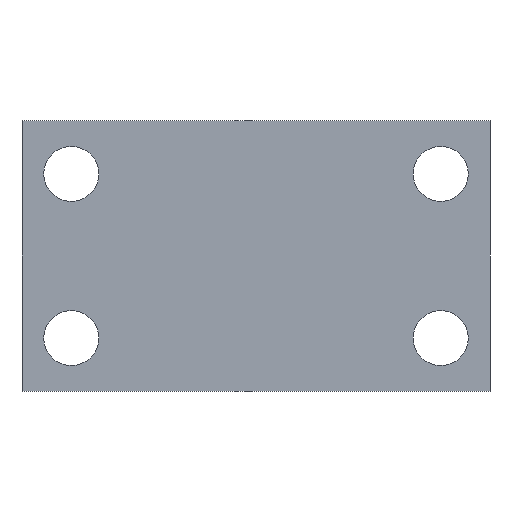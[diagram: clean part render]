
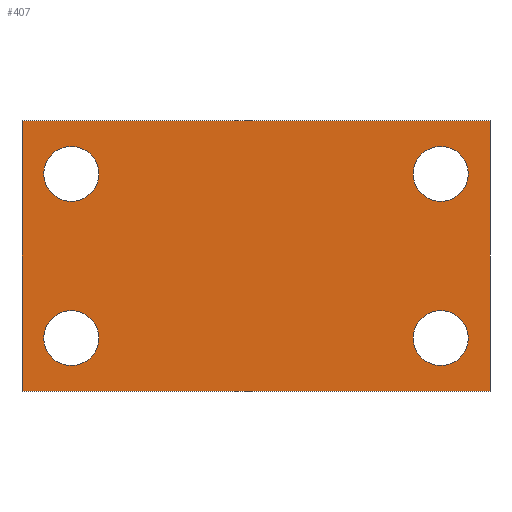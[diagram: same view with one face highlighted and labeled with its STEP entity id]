
A CAD part, front view. The second image highlights one B-rep face of the part: STEP entity #407.
In plain terms, the highlighted planar face has unit normal (0, -1, 0).
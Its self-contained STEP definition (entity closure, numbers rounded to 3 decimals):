
#2 = CARTESIAN_POINT ( 'NONE',  ( 51., 0., -26.5 ) ) ;
#6 = DIRECTION ( 'NONE',  ( 0., -1., 0. ) ) ;
#8 = AXIS2_PLACEMENT_3D ( 'NONE', #2, #147, #403 ) ;
#10 = LINE ( 'NONE', #105, #337 ) ;
#14 = DIRECTION ( 'NONE',  ( 0., 0., -1. ) ) ;
#17 = EDGE_CURVE ( 'NONE', #366, #396, #382, .T. ) ;
#18 = DIRECTION ( 'NONE',  ( 1., 0., 0. ) ) ;
#23 = DIRECTION ( 'NONE',  ( 0., 0., -1. ) ) ;
#34 = VERTEX_POINT ( 'NONE', #295 ) ;
#35 = CARTESIAN_POINT ( 'NONE',  ( 6., 0., -9.85 ) ) ;
#52 = DIRECTION ( 'NONE',  ( 0., -1., 0. ) ) ;
#55 = CARTESIAN_POINT ( 'NONE',  ( 0., 0., 0. ) ) ;
#71 = VECTOR ( 'NONE', #18, 1000. ) ;
#77 = VERTEX_POINT ( 'NONE', #612 ) ;
#83 = EDGE_CURVE ( 'NONE', #290, #230, #120, .T. ) ;
#88 = EDGE_LOOP ( 'NONE', ( #510, #552 ) ) ;
#89 = FACE_BOUND ( 'NONE', #88, .T. ) ;
#91 = ORIENTED_EDGE ( 'NONE', *, *, #333, .F. ) ;
#92 = FACE_BOUND ( 'NONE', #279, .T. ) ;
#105 = CARTESIAN_POINT ( 'NONE',  ( 0., 0., -33. ) ) ;
#120 = CIRCLE ( 'NONE', #363, 3.35 ) ;
#121 = CIRCLE ( 'NONE', #413, 3.35 ) ;
#128 = CIRCLE ( 'NONE', #514, 3.35 ) ;
#129 = AXIS2_PLACEMENT_3D ( 'NONE', #485, #52, #14 ) ;
#135 = DIRECTION ( 'NONE',  ( 0., 0., -1. ) ) ;
#138 = CARTESIAN_POINT ( 'NONE',  ( 0., 0., 0. ) ) ;
#146 = LINE ( 'NONE', #436, #537 ) ;
#147 = DIRECTION ( 'NONE',  ( 0., -1., 0. ) ) ;
#149 = AXIS2_PLACEMENT_3D ( 'NONE', #138, #623, #135 ) ;
#163 = AXIS2_PLACEMENT_3D ( 'NONE', #246, #6, #23 ) ;
#168 = ORIENTED_EDGE ( 'NONE', *, *, #547, .F. ) ;
#175 = LINE ( 'NONE', #457, #372 ) ;
#180 = EDGE_CURVE ( 'NONE', #471, #349, #10, .T. ) ;
#191 = DIRECTION ( 'NONE',  ( 0., -1., 0. ) ) ;
#193 = CARTESIAN_POINT ( 'NONE',  ( 6., 0., -26.5 ) ) ;
#194 = EDGE_CURVE ( 'NONE', #230, #290, #233, .T. ) ;
#197 = CARTESIAN_POINT ( 'NONE',  ( 51., 0., -23.15 ) ) ;
#198 = CARTESIAN_POINT ( 'NONE',  ( 6., 0., -6.5 ) ) ;
#212 = LINE ( 'NONE', #55, #71 ) ;
#217 = CARTESIAN_POINT ( 'NONE',  ( 51., 0., -6.5 ) ) ;
#224 = ORIENTED_EDGE ( 'NONE', *, *, #17, .F. ) ;
#230 = VERTEX_POINT ( 'NONE', #197 ) ;
#231 = FACE_OUTER_BOUND ( 'NONE', #548, .T. ) ;
#233 = CIRCLE ( 'NONE', #8, 3.35 ) ;
#242 = AXIS2_PLACEMENT_3D ( 'NONE', #198, #191, #385 ) ;
#246 = CARTESIAN_POINT ( 'NONE',  ( 6., 0., -26.5 ) ) ;
#250 = ORIENTED_EDGE ( 'NONE', *, *, #437, .F. ) ;
#253 = CIRCLE ( 'NONE', #129, 3.35 ) ;
#255 = DIRECTION ( 'NONE',  ( 0., 0., -1. ) ) ;
#269 = DIRECTION ( 'NONE',  ( 0., 0., -1. ) ) ;
#274 = ORIENTED_EDGE ( 'NONE', *, *, #296, .F. ) ;
#275 = FACE_BOUND ( 'NONE', #620, .T. ) ;
#276 = EDGE_CURVE ( 'NONE', #574, #590, #434, .T. ) ;
#279 = EDGE_LOOP ( 'NONE', ( #250, #432 ) ) ;
#290 = VERTEX_POINT ( 'NONE', #556 ) ;
#295 = CARTESIAN_POINT ( 'NONE',  ( 0., 0., 0. ) ) ;
#296 = EDGE_CURVE ( 'NONE', #330, #77, #121, .T. ) ;
#299 = ORIENTED_EDGE ( 'NONE', *, *, #468, .F. ) ;
#301 = CARTESIAN_POINT ( 'NONE',  ( 6., 0., -23.15 ) ) ;
#309 = EDGE_LOOP ( 'NONE', ( #224, #431 ) ) ;
#312 = CIRCLE ( 'NONE', #322, 3.35 ) ;
#320 = CARTESIAN_POINT ( 'NONE',  ( 51., 0., -3.15 ) ) ;
#322 = AXIS2_PLACEMENT_3D ( 'NONE', #193, #425, #619 ) ;
#330 = VERTEX_POINT ( 'NONE', #320 ) ;
#331 = DIRECTION ( 'NONE',  ( 0., 0., -1. ) ) ;
#333 = EDGE_CURVE ( 'NONE', #349, #34, #175, .T. ) ;
#337 = VECTOR ( 'NONE', #502, 1000. ) ;
#349 = VERTEX_POINT ( 'NONE', #606 ) ;
#363 = AXIS2_PLACEMENT_3D ( 'NONE', #367, #467, #377 ) ;
#366 = VERTEX_POINT ( 'NONE', #35 ) ;
#367 = CARTESIAN_POINT ( 'NONE',  ( 51., 0., -26.5 ) ) ;
#372 = VECTOR ( 'NONE', #513, 1000. ) ;
#374 = FACE_BOUND ( 'NONE', #309, .T. ) ;
#377 = DIRECTION ( 'NONE',  ( 0., 0., -1. ) ) ;
#382 = CIRCLE ( 'NONE', #242, 3.35 ) ;
#385 = DIRECTION ( 'NONE',  ( 0., 0., -1. ) ) ;
#396 = VERTEX_POINT ( 'NONE', #420 ) ;
#403 = DIRECTION ( 'NONE',  ( 0., 0., -1. ) ) ;
#407 = ADVANCED_FACE ( 'NONE', ( #275, #92, #89, #374, #231 ), #527, .T. ) ;
#409 = ORIENTED_EDGE ( 'NONE', *, *, #589, .F. ) ;
#410 = DIRECTION ( 'NONE',  ( 0., -1., 0. ) ) ;
#413 = AXIS2_PLACEMENT_3D ( 'NONE', #217, #410, #269 ) ;
#420 = CARTESIAN_POINT ( 'NONE',  ( 6., 0., -3.15 ) ) ;
#425 = DIRECTION ( 'NONE',  ( 0., -1., 0. ) ) ;
#431 = ORIENTED_EDGE ( 'NONE', *, *, #629, .F. ) ;
#432 = ORIENTED_EDGE ( 'NONE', *, *, #276, .F. ) ;
#434 = CIRCLE ( 'NONE', #163, 3.35 ) ;
#436 = CARTESIAN_POINT ( 'NONE',  ( 57., 0., 0. ) ) ;
#437 = EDGE_CURVE ( 'NONE', #590, #574, #312, .T. ) ;
#457 = CARTESIAN_POINT ( 'NONE',  ( 0., 0., 0. ) ) ;
#465 = VERTEX_POINT ( 'NONE', #533 ) ;
#467 = DIRECTION ( 'NONE',  ( 0., -1., 0. ) ) ;
#468 = EDGE_CURVE ( 'NONE', #77, #330, #128, .T. ) ;
#471 = VERTEX_POINT ( 'NONE', #530 ) ;
#485 = CARTESIAN_POINT ( 'NONE',  ( 6., 0., -6.5 ) ) ;
#502 = DIRECTION ( 'NONE',  ( -1., 0., 0. ) ) ;
#510 = ORIENTED_EDGE ( 'NONE', *, *, #83, .F. ) ;
#513 = DIRECTION ( 'NONE',  ( 0., 0., 1. ) ) ;
#514 = AXIS2_PLACEMENT_3D ( 'NONE', #578, #570, #331 ) ;
#527 = PLANE ( 'NONE',  #149 ) ;
#530 = CARTESIAN_POINT ( 'NONE',  ( 57., 0., -33. ) ) ;
#533 = CARTESIAN_POINT ( 'NONE',  ( 57., 0., 0. ) ) ;
#537 = VECTOR ( 'NONE', #255, 1000. ) ;
#547 = EDGE_CURVE ( 'NONE', #465, #471, #146, .T. ) ;
#548 = EDGE_LOOP ( 'NONE', ( #91, #577, #168, #409 ) ) ;
#550 = CARTESIAN_POINT ( 'NONE',  ( 6., 0., -29.85 ) ) ;
#552 = ORIENTED_EDGE ( 'NONE', *, *, #194, .F. ) ;
#556 = CARTESIAN_POINT ( 'NONE',  ( 51., 0., -29.85 ) ) ;
#570 = DIRECTION ( 'NONE',  ( 0., -1., 0. ) ) ;
#574 = VERTEX_POINT ( 'NONE', #301 ) ;
#577 = ORIENTED_EDGE ( 'NONE', *, *, #180, .F. ) ;
#578 = CARTESIAN_POINT ( 'NONE',  ( 51., 0., -6.5 ) ) ;
#589 = EDGE_CURVE ( 'NONE', #34, #465, #212, .T. ) ;
#590 = VERTEX_POINT ( 'NONE', #550 ) ;
#606 = CARTESIAN_POINT ( 'NONE',  ( 0., 0., -33. ) ) ;
#612 = CARTESIAN_POINT ( 'NONE',  ( 51., 0., -9.85 ) ) ;
#619 = DIRECTION ( 'NONE',  ( 0., 0., -1. ) ) ;
#620 = EDGE_LOOP ( 'NONE', ( #299, #274 ) ) ;
#623 = DIRECTION ( 'NONE',  ( 0., -1., 0. ) ) ;
#629 = EDGE_CURVE ( 'NONE', #396, #366, #253, .T. ) ;
